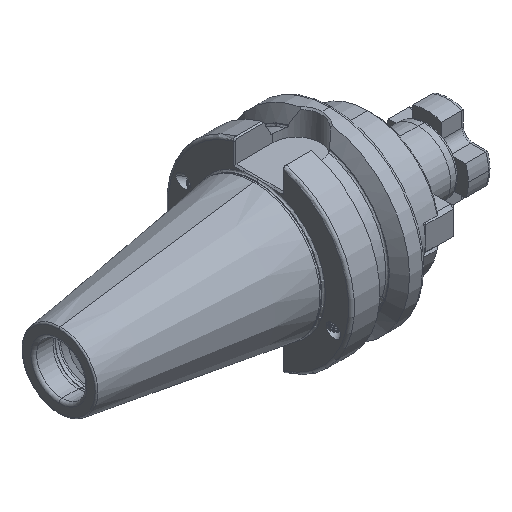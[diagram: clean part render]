
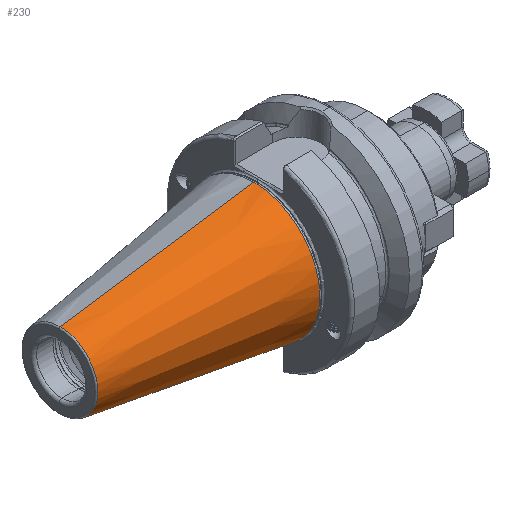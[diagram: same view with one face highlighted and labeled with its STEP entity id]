
A CAD part, isometric view. The second image highlights one B-rep face of the part: STEP entity #230.
In plain terms, the highlighted conical face has half-angle 8.297 degrees and reference radius 22.298 mm.
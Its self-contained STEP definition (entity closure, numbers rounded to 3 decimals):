
#230 = ADVANCED_FACE ( 'NONE', ( #22754 ), #22756, .T. ) ;
#654 = AXIS2_PLACEMENT_3D ( 'NONE', #1559, #1546, #1539 ) ;
#657 = AXIS2_PLACEMENT_3D ( 'NONE', #1857, #1867, #1863 ) ;
#1539 = DIRECTION ( 'NONE',  ( 0., 0., -1. ) ) ;
#1546 = DIRECTION ( 'NONE',  ( 1., 0., 0. ) ) ;
#1559 = CARTESIAN_POINT ( 'NONE',  ( -66.972, 0., 0. ) ) ;
#1857 = CARTESIAN_POINT ( 'NONE',  ( -1.5, 0., 0. ) ) ;
#1863 = DIRECTION ( 'NONE',  ( 0., 0., -1. ) ) ;
#1867 = DIRECTION ( 'NONE',  ( 1., 0., 0. ) ) ;
#7533 = VECTOR ( 'NONE', #10915, 1000. ) ;
#7584 = LINE ( 'NONE', #10944, #7533 ) ;
#7692 = LINE ( 'NONE', #11012, #7767 ) ;
#7767 = VECTOR ( 'NONE', #11029, 1000. ) ;
#9655 = CARTESIAN_POINT ( 'NONE',  ( -66.972, 0., -12.75 ) ) ;
#9837 = CARTESIAN_POINT ( 'NONE',  ( -66.972, 0., 12.75 ) ) ;
#9921 = CARTESIAN_POINT ( 'NONE',  ( -1.5, 0., 22.298 ) ) ;
#9952 = CARTESIAN_POINT ( 'NONE',  ( -1.5, 0., -22.298 ) ) ;
#10915 = DIRECTION ( 'NONE',  ( 0.99, 0., -0.144 ) ) ;
#10944 = CARTESIAN_POINT ( 'NONE',  ( -1.5, 0., -22.298 ) ) ;
#11012 = CARTESIAN_POINT ( 'NONE',  ( -1.5, 0., 22.298 ) ) ;
#11029 = DIRECTION ( 'NONE',  ( 0.99, 0., 0.144 ) ) ;
#13280 = AXIS2_PLACEMENT_3D ( 'NONE', #16519, #16518, #16522 ) ;
#15180 = CIRCLE ( 'NONE', #654, 12.75 ) ;
#15200 = CIRCLE ( 'NONE', #657, 22.298 ) ;
#16518 = DIRECTION ( 'NONE',  ( 1., 0., 0. ) ) ;
#16519 = CARTESIAN_POINT ( 'NONE',  ( -1.5, 0., 0. ) ) ;
#16522 = DIRECTION ( 'NONE',  ( 0., 0., -1. ) ) ;
#22205 = VERTEX_POINT ( 'NONE', #9655 ) ;
#22237 = VERTEX_POINT ( 'NONE', #9952 ) ;
#22262 = VERTEX_POINT ( 'NONE', #9837 ) ;
#22263 = VERTEX_POINT ( 'NONE', #9921 ) ;
#22754 = FACE_OUTER_BOUND ( 'NONE', #26398, .T. ) ;
#22756 = CONICAL_SURFACE ( 'NONE', #13280, 22.298, 0.145 ) ;
#26398 = EDGE_LOOP ( 'NONE', ( #27510, #27519, #27483, #27536 ) ) ;
#27483 = ORIENTED_EDGE ( 'NONE', *, *, #28959, .T. ) ;
#27510 = ORIENTED_EDGE ( 'NONE', *, *, #28977, .F. ) ;
#27519 = ORIENTED_EDGE ( 'NONE', *, *, #29409, .T. ) ;
#27536 = ORIENTED_EDGE ( 'NONE', *, *, #29450, .F. ) ;
#28959 = EDGE_CURVE ( 'NONE', #22205, #22237, #7584, .T. ) ;
#28977 = EDGE_CURVE ( 'NONE', #22262, #22263, #7692, .T. ) ;
#29409 = EDGE_CURVE ( 'NONE', #22262, #22205, #15180, .T. ) ;
#29450 = EDGE_CURVE ( 'NONE', #22263, #22237, #15200, .T. ) ;
